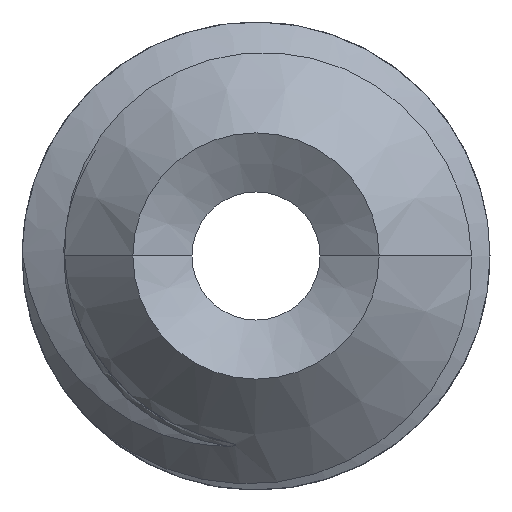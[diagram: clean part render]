
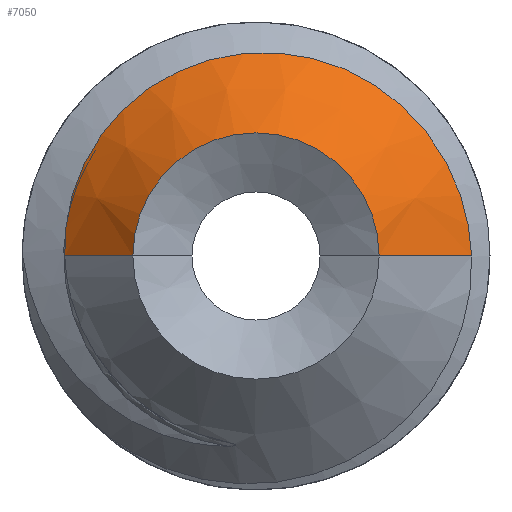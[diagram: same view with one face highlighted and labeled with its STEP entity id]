
A CAD part, left-side view. The second image highlights one B-rep face of the part: STEP entity #7050.
In plain terms, the highlighted conical face has half-angle 45 degrees and reference radius 1.746 mm.
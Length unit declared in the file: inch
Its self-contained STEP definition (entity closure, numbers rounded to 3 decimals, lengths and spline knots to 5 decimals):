
#2185=CARTESIAN_POINT('',(0.02809,0.07722,0.0116));
#2186=CARTESIAN_POINT('',(0.02828,0.07671,
0.01628));
#2187=CARTESIAN_POINT('',(0.02865,0.07484,
0.02556));
#2188=CARTESIAN_POINT('',(0.02922,0.06952,
0.03885));
#2189=CARTESIAN_POINT('',(0.02978,0.06209,
0.05074));
#2190=CARTESIAN_POINT('',(0.03034,0.05253,
0.06134));
#2191=CARTESIAN_POINT('',(0.03089,0.0413,
0.07003));
#2192=CARTESIAN_POINT('',(0.03144,0.02865,
0.07668));
#2193=CARTESIAN_POINT('',(0.03199,0.01494,
0.08106));
#2194=CARTESIAN_POINT('',(0.03256,0.0003,
0.083));
#2195=CARTESIAN_POINT('',(0.03312,-0.01453,
0.08228));
#2196=CARTESIAN_POINT('',(0.03367,-0.02878,
0.07901));
#2197=CARTESIAN_POINT('',(0.03422,-0.04223,
0.07335));
#2198=CARTESIAN_POINT('',(0.03477,-0.05469,
0.06534));
#2199=CARTESIAN_POINT('',(0.03532,-0.06565,
0.05516));
#2200=CARTESIAN_POINT('',(0.03586,-0.07461,
0.04336));
#2201=CARTESIAN_POINT('',(0.03642,-0.0816,
0.02981));
#2202=CARTESIAN_POINT('',(0.03697,-0.08611,
0.0151));
#2203=CARTESIAN_POINT('',(0.03734,-0.08734,
0.00504));
#2204=CARTESIAN_POINT('',(0.03752,-0.08752,0.));
#2830=CARTESIAN_POINT('',(0.02764,0.07764,
0.));
#2831=CARTESIAN_POINT('',(0.02771,0.07771,
0.00193));
#2832=CARTESIAN_POINT('',(0.02785,0.07771,
0.0058));
#2833=CARTESIAN_POINT('',(0.02801,0.07743,
0.00967));
#2834=CARTESIAN_POINT('',(0.02809,0.07722,0.0116));
#3013=DIRECTION('',(0.707,0.707,0.));
#3014=VECTOR('',#3013,0.03909);
#3015=CARTESIAN_POINT('',(0.,0.05,0.));
#3016=LINE('',#3015,#3014);
#3017=DIRECTION('',(0.707,-0.707,0.));
#3018=VECTOR('',#3017,0.05306);
#3019=CARTESIAN_POINT('',(0.,-0.05,0.));
#3020=LINE('',#3019,#3018);
#3021=CARTESIAN_POINT('',(0.,0.,0.));
#3022=DIRECTION('',(1.,0.,0.));
#3023=DIRECTION('',(0.,1.,0.));
#3024=AXIS2_PLACEMENT_3D('',#3021,#3022,#3023);
#3218=CARTESIAN_POINT('',(0.,0.05,0.));
#3219=CARTESIAN_POINT('',(0.02764,0.07764,
0.));
#3220=VERTEX_POINT('',#3218);
#3221=VERTEX_POINT('',#3219);
#3222=CARTESIAN_POINT('',(0.,-0.05,0.));
#3223=CARTESIAN_POINT('',(0.03752,-0.08752,0.));
#3224=VERTEX_POINT('',#3222);
#3225=VERTEX_POINT('',#3223);
#3288=VERTEX_POINT('',#2834);
#7037=CARTESIAN_POINT('',(0.01876,0.,0.));
#7038=DIRECTION('',(1.,0.,0.));
#7039=DIRECTION('',(0.,-1.,0.));
#7040=AXIS2_PLACEMENT_3D('',#7037,#7038,#7039);
#7041=CONICAL_SURFACE('',#7040,0.06876,45.);
#7042=ORIENTED_EDGE('',*,*,#5098,.T.);
#7043=ORIENTED_EDGE('',*,*,#7028,.T.);
#7044=ORIENTED_EDGE('',*,*,#5077,.T.);
#7045=ORIENTED_EDGE('',*,*,#5102,.F.);
#7047=ORIENTED_EDGE('',*,*,#7046,.F.);
#7048=EDGE_LOOP('',(#7042,#7043,#7044,#7045,#7047));
#7049=FACE_OUTER_BOUND('',#7048,.F.);
#2205=B_SPLINE_CURVE_WITH_KNOTS('',3,(#2185,#2186,#2187,#2188,#2189,#2190,#2191,
#2192,#2193,#2194,#2195,#2196,#2197,#2198,#2199,#2200,#2201,#2202,#2203,#2204),
.UNSPECIFIED.,.F.,.F.,(4,1,1,1,1,1,1,1,1,1,1,1,1,1,1,1,1,4),(0.,
0.05882,0.11765,0.17647,0.23529,
0.29412,0.35294,0.41176,0.47059,
0.52941,0.58824,0.64706,0.70588,
0.76471,0.82353,0.88235,0.94118,1.),
.UNSPECIFIED.);
#2835=B_SPLINE_CURVE_WITH_KNOTS('',3,(#2830,#2831,#2832,#2833,#2834),
.UNSPECIFIED.,.F.,.F.,(4,1,4),(0.,0.5,1.),.UNSPECIFIED.);
#3025=CIRCLE('',#3024,0.05);
#5077=EDGE_CURVE('',#3288,#3225,#2205,.T.);
#5098=EDGE_CURVE('',#3220,#3221,#3016,.T.);
#5102=EDGE_CURVE('',#3224,#3225,#3020,.T.);
#7028=EDGE_CURVE('',#3221,#3288,#2835,.T.);
#7046=EDGE_CURVE('',#3220,#3224,#3025,.T.);
#7050=ADVANCED_FACE('',(#7049),#7041,.T.);
